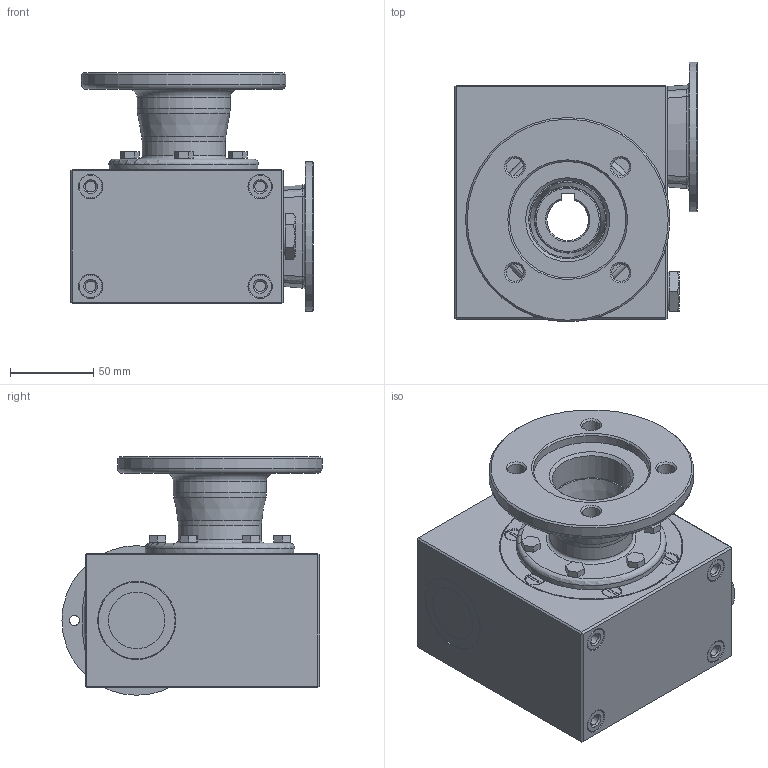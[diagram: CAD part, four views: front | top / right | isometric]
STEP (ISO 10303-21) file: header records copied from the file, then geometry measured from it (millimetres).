
FILE_DESCRIPTION( ( 'Unknown' ), '1' );
FILE_NAME( '60E3E27B445F21A7B7E949E5693104D.3d.stp', 'Unknown', ( 'Unknown' ), ( 'Unknown' ), 'PSStep 10.1', 'Unknown', ' ' );
FILE_SCHEMA( ( 'AUTOMOTIVE_DESIGN { 1 0 10303 214 1 1 1 1 }' ) );
Length unit declared in the file: millimetre
Products named in the file (1): I508800
Bounding box: 146 x 156.5 x 143.5 mm (x, y, z)
Volume: 1607170.6 mm3; surface area: 158075.9 mm2
Topology: 1 solids, 27 shells, 519 faces, 1152 edges, 741 vertices
Faces by surface type: plane 264, cylinder 123, cone 86, torus 37, bspline 9
Full cylindrical faces by diameter (mm): 4.917 x16, 6 x8, 6.411 x4, 6.5 x4, 7 x6, 8 x6, 10 x4, 10.106 x4, 10.5 x8, 12 x4, 12.1 x4, 14 x4, 14.1 x4, 14.5 x1, 14.95 x2, 16.4 x1, 22 x1, 24 x1, 30 x1, 34 x1, 39.5 x2, 40 x2, 42 x2, 43.8 x1, 44 x1, 46.246 x1, 47 x4, 50 x1, 51.8 x1, 55 x1
Entity records: 17457 total; most frequent: CARTESIAN_POINT 3179, DIRECTION 2226, ORIENTED_EDGE 1628, AXIS2_PLACEMENT_3D 951, EDGE_LOOP 820, EDGE_CURVE 814, FACE_OUTER_BOUND 658, VERTEX_POINT 612
